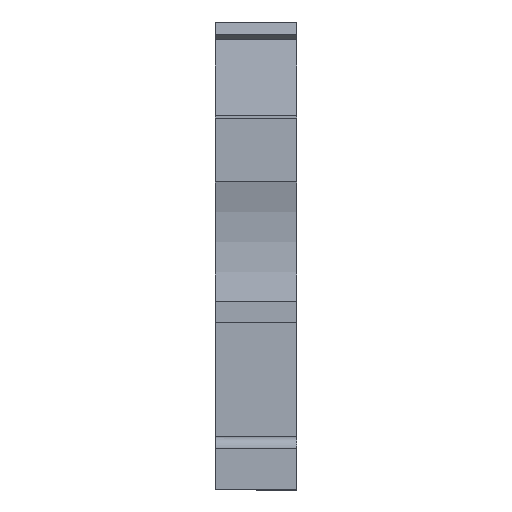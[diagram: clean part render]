
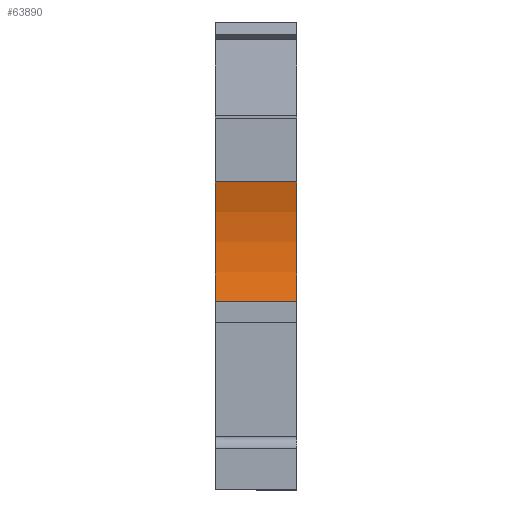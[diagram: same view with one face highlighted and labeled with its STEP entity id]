
A CAD part, front view. The second image highlights one B-rep face of the part: STEP entity #63890.
In plain terms, the highlighted cylindrical face has radius 15 mm (diameter 30 mm), a partial arc.
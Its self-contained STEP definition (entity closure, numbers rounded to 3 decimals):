
#12120=CARTESIAN_POINT('',(-69.1,-1.05,
1.));
#12130=VERTEX_POINT('',#12120);
#12160=CARTESIAN_POINT('',(-83.409,3.45,
1.));
#12170=DIRECTION('',(0.,0.,-1.));
#12180=DIRECTION('',(0.954,0.3,0.));
#12190=AXIS2_PLACEMENT_3D('',#12160,#12170,#12180);
#12200=CIRCLE('',#12190,15.);
#12210=CARTESIAN_POINT('',(-69.1,7.95,
1.));
#12220=VERTEX_POINT('',#12210);
#12230=EDGE_CURVE('',#12220,#12130,#12200,.T.);
#31420=CARTESIAN_POINT('',(-69.1,7.95,
-5.15));
#31430=VERTEX_POINT('',#31420);
#31460=CARTESIAN_POINT('',(-83.409,3.45,
-5.15));
#31470=DIRECTION('',(0.,0.,-1.));
#31480=DIRECTION('',(0.954,0.3,0.));
#31490=AXIS2_PLACEMENT_3D('',#31460,#31470,#31480);
#31500=CIRCLE('',#31490,15.);
#31510=CARTESIAN_POINT('',(-69.1,-1.05,
-5.15));
#31520=VERTEX_POINT('',#31510);
#31530=EDGE_CURVE('',#31430,#31520,#31500,.T.);
#63550=CARTESIAN_POINT('',(-69.1,7.95,
1.));
#63560=DIRECTION('',(0.,0.,-1.));
#63570=VECTOR('',#63560,1.);
#63580=LINE('',#63550,#63570);
#63590=EDGE_CURVE('',#12220,#31430,#63580,.T.);
#63730=CARTESIAN_POINT('',(-83.409,3.45,
1.));
#63740=DIRECTION('',(0.,0.,-1.));
#63750=DIRECTION('',(0.954,0.3,0.));
#63760=AXIS2_PLACEMENT_3D('',#63730,#63740,#63750);
#63770=CYLINDRICAL_SURFACE('',#63760,15.);
#63780=ORIENTED_EDGE('',*,*,#12230,.F.);
#63790=CARTESIAN_POINT('',(-69.1,-1.05,
1.));
#63800=DIRECTION('',(0.,0.,-1.));
#63810=VECTOR('',#63800,1.);
#63820=LINE('',#63790,#63810);
#63830=EDGE_CURVE('',#12130,#31520,#63820,.T.);
#63840=ORIENTED_EDGE('',*,*,#63830,.F.);
#63850=ORIENTED_EDGE('',*,*,#31530,.T.);
#63860=ORIENTED_EDGE('',*,*,#63590,.T.);
#63870=EDGE_LOOP('',(#63860,#63850,#63840,#63780));
#63880=FACE_OUTER_BOUND('',#63870,.T.);
#63890=ADVANCED_FACE('',(#63880),#63770,.F.);
